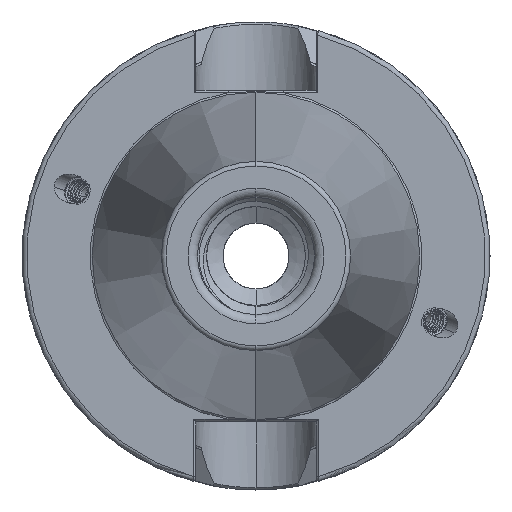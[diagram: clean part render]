
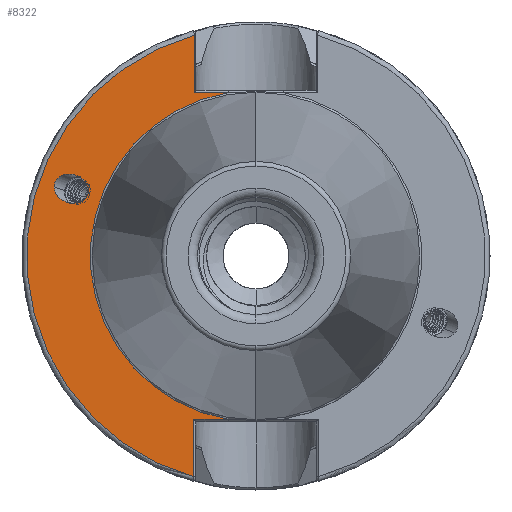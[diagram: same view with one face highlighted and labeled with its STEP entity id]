
A CAD part, left-side view. The second image highlights one B-rep face of the part: STEP entity #8322.
In plain terms, the highlighted planar face has unit normal (-1, 0, 0).
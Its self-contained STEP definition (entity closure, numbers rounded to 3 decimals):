
#134 = CIRCLE ( 'NONE', #1246, 35.398 ) ;
#135 = CIRCLE ( 'NONE', #1240, 49. ) ;
#1240 = AXIS2_PLACEMENT_3D ( 'NONE', #2415, #2419, #2420 ) ;
#1246 = AXIS2_PLACEMENT_3D ( 'NONE', #2406, #2413, #2414 ) ;
#1247 = VECTOR ( 'NONE', #2409, 1000. ) ;
#1248 = VECTOR ( 'NONE', #2412, 1000. ) ;
#1250 = VECTOR ( 'NONE', #2418, 1000. ) ;
#1252 = VECTOR ( 'NONE', #2423, 1000. ) ;
#2406 = CARTESIAN_POINT ( 'NONE',  ( 0., 0., 0. ) ) ;
#2407 = LINE ( 'NONE', #2408, #1247 ) ;
#2408 = CARTESIAN_POINT ( 'NONE',  ( 0., 13.194, 47.285 ) ) ;
#2409 = DIRECTION ( 'NONE',  ( 0., 0., 1. ) ) ;
#2410 = LINE ( 'NONE', #2411, #1248 ) ;
#2411 = CARTESIAN_POINT ( 'NONE',  ( 0., 12.85, 34.9 ) ) ;
#2412 = DIRECTION ( 'NONE',  ( 0., 1., 0. ) ) ;
#2413 = DIRECTION ( 'NONE',  ( -1., 0., 0. ) ) ;
#2414 = DIRECTION ( 'NONE',  ( 0., 0., 1. ) ) ;
#2415 = CARTESIAN_POINT ( 'NONE',  ( 0., 0., 0. ) ) ;
#2416 = LINE ( 'NONE', #2417, #1250 ) ;
#2417 = CARTESIAN_POINT ( 'NONE',  ( 0., 35.398, -34.9 ) ) ;
#2418 = DIRECTION ( 'NONE',  ( 0., -1., 0. ) ) ;
#2419 = DIRECTION ( 'NONE',  ( -1., 0., 0. ) ) ;
#2420 = DIRECTION ( 'NONE',  ( 0., 0., 1. ) ) ;
#2421 = LINE ( 'NONE', #2422, #1252 ) ;
#2422 = CARTESIAN_POINT ( 'NONE',  ( 0., 13.279, 0. ) ) ;
#2423 = DIRECTION ( 'NONE',  ( 0., 0., 1. ) ) ;
#2424 = CARTESIAN_POINT ( 'NONE',  ( 0., 35.968, 13.091 ) ) ;
#2425 = CARTESIAN_POINT ( 'NONE',  ( 0., 37.57, 8.69 ) ) ;
#2426 = CARTESIAN_POINT ( 'NONE',  ( 0., 43.118, 9.99 ) ) ;
#2427 = CARTESIAN_POINT ( 'NONE',  ( 0., 43.118, 14.766 ) ) ;
#2580 = VERTEX_POINT ( 'NONE', #15113 ) ;
#2582 = VERTEX_POINT ( 'NONE', #15115 ) ;
#2583 = VERTEX_POINT ( 'NONE', #15116 ) ;
#3729 =( BOUNDED_CURVE ( )  B_SPLINE_CURVE ( 3, ( #11012, #11013, #11014, #11015 ),
 .UNSPECIFIED., .F., .T. ) 
 B_SPLINE_CURVE_WITH_KNOTS ( ( 4, 4 ),
 ( 2.852, 5.993 ),
 .UNSPECIFIED. ) 
 CURVE ( )  GEOMETRIC_REPRESENTATION_ITEM ( )  RATIONAL_B_SPLINE_CURVE ( ( 1., 0.333, 0.333, 1. ) ) 
 REPRESENTATION_ITEM ( '' )  );
#3737 =( BOUNDED_CURVE ( )  B_SPLINE_CURVE ( 3, ( #11005, #11006, #11007, #11008 ),
 .UNSPECIFIED., .F., .T. ) 
 B_SPLINE_CURVE_WITH_KNOTS ( ( 4, 4 ),
 ( 5.993, 6.283 ),
 .UNSPECIFIED. ) 
 CURVE ( )  GEOMETRIC_REPRESENTATION_ITEM ( )  RATIONAL_B_SPLINE_CURVE ( ( 1., 0.993, 0.993, 1. ) ) 
 REPRESENTATION_ITEM ( '' )  );
#6721 = EDGE_LOOP ( 'NONE', ( #14038, #14039, #14036 ) ) ;
#6743 = EDGE_LOOP ( 'NONE', ( #14040, #14042, #14041, #14043, #14044, #14045 ) ) ;
#6777 = VERTEX_POINT ( 'NONE', #9475 ) ;
#6778 = VERTEX_POINT ( 'NONE', #9476 ) ;
#6779 = VERTEX_POINT ( 'NONE', #9477 ) ;
#6780 = VERTEX_POINT ( 'NONE', #9478 ) ;
#6781 = VERTEX_POINT ( 'NONE', #9479 ) ;
#6782 = VERTEX_POINT ( 'NONE', #9480 ) ;
#8322 = ADVANCED_FACE ( 'NONE', ( #13372, #13376 ), #13249, .F. ) ;
#8382 = EDGE_CURVE ( 'NONE', #2583, #2582, #3737, .T. ) ;
#8384 = EDGE_CURVE ( 'NONE', #2580, #2583, #3729, .T. ) ;
#9475 = CARTESIAN_POINT ( 'NONE',  ( 0., 13.194, 47.19 ) ) ;
#9476 = CARTESIAN_POINT ( 'NONE',  ( 0., 13.279, -47.166 ) ) ;
#9477 = CARTESIAN_POINT ( 'NONE',  ( 0., 13.279, -34.9 ) ) ;
#9478 = CARTESIAN_POINT ( 'NONE',  ( 0., 5.916, -34.9 ) ) ;
#9479 = CARTESIAN_POINT ( 'NONE',  ( 0., 5.916, 34.9 ) ) ;
#9480 = CARTESIAN_POINT ( 'NONE',  ( 0., 13.194, 34.9 ) ) ;
#10677 = EDGE_CURVE ( 'NONE', #6782, #6777, #2407, .T. ) ;
#10678 = EDGE_CURVE ( 'NONE', #6781, #6782, #2410, .T. ) ;
#10679 = EDGE_CURVE ( 'NONE', #6781, #6780, #134, .T. ) ;
#10680 = EDGE_CURVE ( 'NONE', #6779, #6780, #2416, .T. ) ;
#10681 = EDGE_CURVE ( 'NONE', #6777, #6778, #135, .T. ) ;
#10682 = EDGE_CURVE ( 'NONE', #6778, #6779, #2421, .T. ) ;
#10683 = EDGE_CURVE ( 'NONE', #2582, #2580, #13556, .T. ) ;
#11005 = CARTESIAN_POINT ( 'NONE',  ( 0., 35.816, 13.963 ) ) ;
#11006 = CARTESIAN_POINT ( 'NONE',  ( 0., 35.816, 13.662 ) ) ;
#11007 = CARTESIAN_POINT ( 'NONE',  ( 0., 35.867, 13.369 ) ) ;
#11008 = CARTESIAN_POINT ( 'NONE',  ( 0., 35.968, 13.091 ) ) ;
#11012 = CARTESIAN_POINT ( 'NONE',  ( 0., 43.118, 14.766 ) ) ;
#11013 = CARTESIAN_POINT ( 'NONE',  ( 0., 43.118, 20.987 ) ) ;
#11014 = CARTESIAN_POINT ( 'NONE',  ( 0., 35.816, 20.184 ) ) ;
#11015 = CARTESIAN_POINT ( 'NONE',  ( 0., 35.816, 13.963 ) ) ;
#13249 = PLANE ( 'NONE',  #13378 ) ;
#13250 = CARTESIAN_POINT ( 'NONE',  ( 0., 35.398, 0. ) ) ;
#13251 = DIRECTION ( 'NONE',  ( 1., 0., 0. ) ) ;
#13252 = DIRECTION ( 'NONE',  ( 0., 0., -1. ) ) ;
#13372 = FACE_BOUND ( 'NONE', #6721, .T. ) ;
#13376 = FACE_OUTER_BOUND ( 'NONE', #6743, .T. ) ;
#13378 = AXIS2_PLACEMENT_3D ( 'NONE', #13250, #13251, #13252 ) ;
#13556 =( BOUNDED_CURVE ( )  B_SPLINE_CURVE ( 3, ( #2424, #2425, #2426, #2427 ),
 .UNSPECIFIED., .F., .T. ) 
 B_SPLINE_CURVE_WITH_KNOTS ( ( 4, 4 ),
 ( 0., 2.852 ),
 .UNSPECIFIED. ) 
 CURVE ( )  GEOMETRIC_REPRESENTATION_ITEM ( )  RATIONAL_B_SPLINE_CURVE ( ( 1., 0.43, 0.43, 1. ) ) 
 REPRESENTATION_ITEM ( '' )  );
#14036 = ORIENTED_EDGE ( 'NONE', *, *, #8382, .T. ) ;
#14038 = ORIENTED_EDGE ( 'NONE', *, *, #10683, .T. ) ;
#14039 = ORIENTED_EDGE ( 'NONE', *, *, #8384, .T. ) ;
#14040 = ORIENTED_EDGE ( 'NONE', *, *, #10681, .T. ) ;
#14041 = ORIENTED_EDGE ( 'NONE', *, *, #10680, .T. ) ;
#14042 = ORIENTED_EDGE ( 'NONE', *, *, #10682, .T. ) ;
#14043 = ORIENTED_EDGE ( 'NONE', *, *, #10679, .F. ) ;
#14044 = ORIENTED_EDGE ( 'NONE', *, *, #10678, .T. ) ;
#14045 = ORIENTED_EDGE ( 'NONE', *, *, #10677, .T. ) ;
#15113 = CARTESIAN_POINT ( 'NONE',  ( 0., 43.118, 14.766 ) ) ;
#15115 = CARTESIAN_POINT ( 'NONE',  ( 0., 35.968, 13.091 ) ) ;
#15116 = CARTESIAN_POINT ( 'NONE',  ( 0., 35.816, 13.963 ) ) ;
